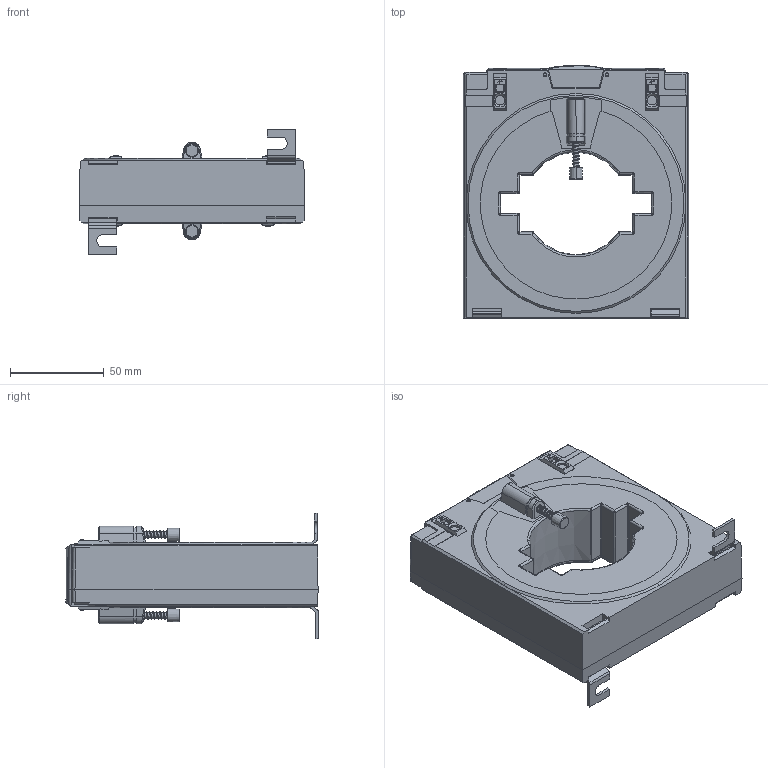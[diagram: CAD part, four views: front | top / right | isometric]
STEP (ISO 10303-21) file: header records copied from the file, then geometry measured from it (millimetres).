
FILE_DESCRIPTION (( 'STEP AP214' ), '1' );
FILE_NAME ('CTB81.35.STEP', '2012-01-24T15:24:46', ( 'User' ), ( 'EnDeCo GmbH' ), 'SwSTEP 2.0', 'SolidWorks 2010', '' );
FILE_SCHEMA (( 'AUTOMOTIVE_DESIGN' ));
Length unit declared in the file: millimetre
Products named in the file (1): CTB81.35
Bounding box: 120 x 134.82 x 67 mm (x, y, z)
Volume: 452505.9 mm3; surface area: 69170.4 mm2
Topology: 9 solids, 15 shells, 1187 faces, 3042 edges, 1922 vertices
Faces by surface type: plane 737, cylinder 196, bspline 122, cone 120, sphere 8, torus 4
Entity records: 55642 total; most frequent: CARTESIAN_POINT 15440, ORIENTED_EDGE 6052, DIRECTION 4946, EDGE_CURVE 3026, LINE 2034, VECTOR 2034, VERTEX_POINT 1922, AXIS2_PLACEMENT_3D 1456
